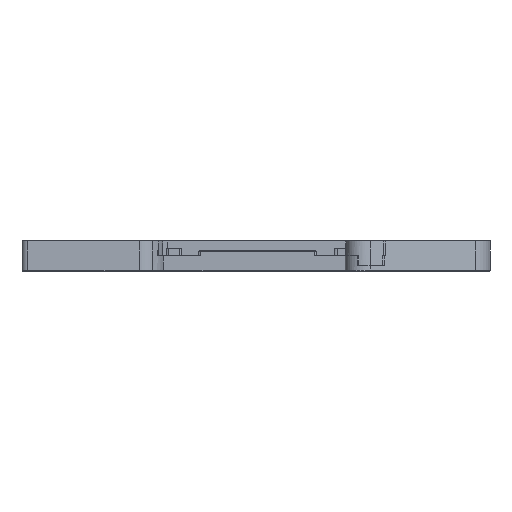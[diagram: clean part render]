
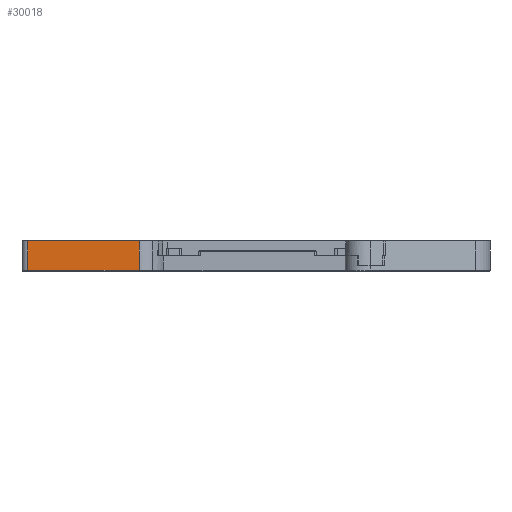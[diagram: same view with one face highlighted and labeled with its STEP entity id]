
A CAD part, front view. The second image highlights one B-rep face of the part: STEP entity #30018.
In plain terms, the highlighted planar face has unit normal (0, -1, 0).
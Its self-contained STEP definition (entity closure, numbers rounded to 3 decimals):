
#1263 = EDGE_CURVE ( 'NONE', #6597, #14642, #15000, .T. ) ;
#1515 = ORIENTED_EDGE ( 'NONE', *, *, #31892, .F. ) ;
#1664 = DIRECTION ( 'NONE',  ( 0., 0., -1. ) ) ;
#1917 = DIRECTION ( 'NONE',  ( 0., 1., 0. ) ) ;
#2283 = EDGE_LOOP ( 'NONE', ( #15686, #3514, #1515, #26465 ) ) ;
#3514 = ORIENTED_EDGE ( 'NONE', *, *, #1263, .F. ) ;
#4109 = CARTESIAN_POINT ( 'NONE',  ( -69.702, -12.733, 20.778 ) ) ;
#6597 = VERTEX_POINT ( 'NONE', #4109 ) ;
#9063 = CARTESIAN_POINT ( 'NONE',  ( -88.659, -12.733, 15.778 ) ) ;
#12375 = CARTESIAN_POINT ( 'NONE',  ( -69.702, -12.733, 20.778 ) ) ;
#14362 = EDGE_CURVE ( 'NONE', #14642, #31157, #22073, .T. ) ;
#14642 = VERTEX_POINT ( 'NONE', #28675 ) ;
#14899 = DIRECTION ( 'NONE',  ( 1., 0., 0. ) ) ;
#15000 = LINE ( 'NONE', #31683, #22431 ) ;
#15686 = ORIENTED_EDGE ( 'NONE', *, *, #14362, .F. ) ;
#18609 = VERTEX_POINT ( 'NONE', #28792 ) ;
#18911 = VECTOR ( 'NONE', #29991, 1000. ) ;
#19375 = LINE ( 'NONE', #26962, #31118 ) ;
#19557 = LINE ( 'NONE', #12375, #21926 ) ;
#21332 = AXIS2_PLACEMENT_3D ( 'NONE', #24404, #1917, #31612 ) ;
#21926 = VECTOR ( 'NONE', #14899, 1000. ) ;
#22073 = LINE ( 'NONE', #27403, #18911 ) ;
#22431 = VECTOR ( 'NONE', #1664, 1000. ) ;
#24404 = CARTESIAN_POINT ( 'NONE',  ( -69.702, -12.733, 20.778 ) ) ;
#26465 = ORIENTED_EDGE ( 'NONE', *, *, #28314, .T. ) ;
#26962 = CARTESIAN_POINT ( 'NONE',  ( -88.659, -12.733, 20.778 ) ) ;
#27403 = CARTESIAN_POINT ( 'NONE',  ( -69.702, -12.733, 15.778 ) ) ;
#28314 = EDGE_CURVE ( 'NONE', #18609, #31157, #19375, .T. ) ;
#28675 = CARTESIAN_POINT ( 'NONE',  ( -69.702, -12.733, 15.778 ) ) ;
#28792 = CARTESIAN_POINT ( 'NONE',  ( -88.659, -12.733, 20.778 ) ) ;
#29759 = DIRECTION ( 'NONE',  ( 0., 0., -1. ) ) ;
#29991 = DIRECTION ( 'NONE',  ( -1., 0., 0. ) ) ;
#30018 = ADVANCED_FACE ( 'NONE', ( #31374 ), #31939, .F. ) ;
#31118 = VECTOR ( 'NONE', #29759, 1000. ) ;
#31157 = VERTEX_POINT ( 'NONE', #9063 ) ;
#31374 = FACE_OUTER_BOUND ( 'NONE', #2283, .T. ) ;
#31612 = DIRECTION ( 'NONE',  ( -1., 0., 0. ) ) ;
#31683 = CARTESIAN_POINT ( 'NONE',  ( -69.702, -12.733, 20.778 ) ) ;
#31892 = EDGE_CURVE ( 'NONE', #18609, #6597, #19557, .T. ) ;
#31939 = PLANE ( 'NONE',  #21332 ) ;
